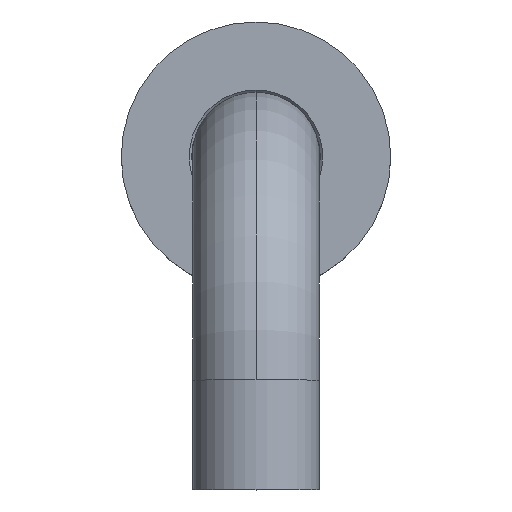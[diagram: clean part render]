
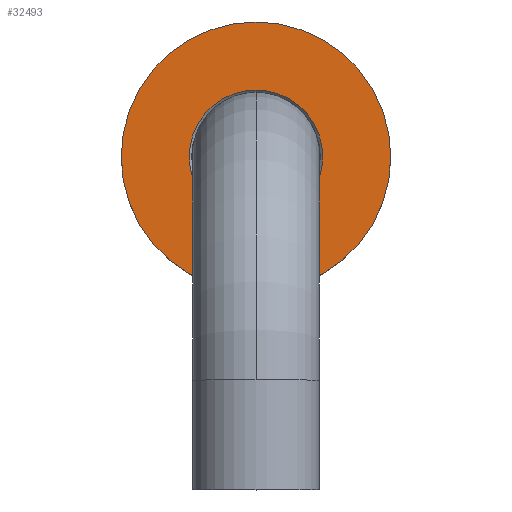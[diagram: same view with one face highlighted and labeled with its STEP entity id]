
A CAD part, top view. The second image highlights one B-rep face of the part: STEP entity #32493.
In plain terms, the highlighted planar face has unit normal (0, 0, 1).
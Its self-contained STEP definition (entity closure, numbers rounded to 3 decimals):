
#116 = DIRECTION ( 'NONE',  ( 0., 1., 0. ) ) ;
#962 = FACE_BOUND ( 'NONE', #11343, .T. ) ;
#2027 = DIRECTION ( 'NONE',  ( 0., 1., 0. ) ) ;
#4710 = DIRECTION ( 'NONE',  ( 0., 0., -1. ) ) ;
#10080 = CARTESIAN_POINT ( 'NONE',  ( 0., 0., 10. ) ) ;
#10364 = EDGE_CURVE ( 'NONE', #53849, #13568, #16287, .T. ) ;
#11233 = AXIS2_PLACEMENT_3D ( 'NONE', #30163, #17306, #21059 ) ;
#11343 = EDGE_LOOP ( 'NONE', ( #26550, #35939 ) ) ;
#12814 = CARTESIAN_POINT ( 'NONE',  ( 0., 13.375, 10. ) ) ;
#13568 = VERTEX_POINT ( 'NONE', #12814 ) ;
#13839 = CARTESIAN_POINT ( 'NONE',  ( -27., 0., 10. ) ) ;
#14574 = CARTESIAN_POINT ( 'NONE',  ( 0., 27., 10. ) ) ;
#15240 = VERTEX_POINT ( 'NONE', #14574 ) ;
#16287 = CIRCLE ( 'NONE', #30919, 13.375 ) ;
#16883 = CIRCLE ( 'NONE', #36940, 27. ) ;
#17306 = DIRECTION ( 'NONE',  ( 0., 0., -1. ) ) ;
#17391 = EDGE_CURVE ( 'NONE', #21901, #15240, #35847, .T. ) ;
#21059 = DIRECTION ( 'NONE',  ( 0., 1., 0. ) ) ;
#21578 = AXIS2_PLACEMENT_3D ( 'NONE', #45419, #31751, #48549 ) ;
#21901 = VERTEX_POINT ( 'NONE', #47646 ) ;
#25124 = ORIENTED_EDGE ( 'NONE', *, *, #32035, .F. ) ;
#26550 = ORIENTED_EDGE ( 'NONE', *, *, #10364, .T. ) ;
#27003 = CIRCLE ( 'NONE', #21578, 13.375 ) ;
#27463 = DIRECTION ( 'NONE',  ( 0., 0., -1. ) ) ;
#30163 = CARTESIAN_POINT ( 'NONE',  ( 0., 0., 10. ) ) ;
#30825 = CARTESIAN_POINT ( 'NONE',  ( 0., 0., 10. ) ) ;
#30919 = AXIS2_PLACEMENT_3D ( 'NONE', #10080, #27463, #2027 ) ;
#30981 = PLANE ( 'NONE',  #32523 ) ;
#31560 = FACE_OUTER_BOUND ( 'NONE', #51981, .T. ) ;
#31751 = DIRECTION ( 'NONE',  ( 0., 0., -1. ) ) ;
#32035 = EDGE_CURVE ( 'NONE', #15240, #21901, #16883, .T. ) ;
#32493 = ADVANCED_FACE ( 'NONE', ( #31560, #962 ), #30981, .F. ) ;
#32523 = AXIS2_PLACEMENT_3D ( 'NONE', #13839, #4710, #116 ) ;
#35045 = CARTESIAN_POINT ( 'NONE',  ( 0., -13.375, 10. ) ) ;
#35847 = CIRCLE ( 'NONE', #11233, 27. ) ;
#35939 = ORIENTED_EDGE ( 'NONE', *, *, #36905, .T. ) ;
#36234 = DIRECTION ( 'NONE',  ( 0., 0., -1. ) ) ;
#36905 = EDGE_CURVE ( 'NONE', #13568, #53849, #27003, .T. ) ;
#36940 = AXIS2_PLACEMENT_3D ( 'NONE', #30825, #36234, #48199 ) ;
#45419 = CARTESIAN_POINT ( 'NONE',  ( 0., 0., 10. ) ) ;
#47646 = CARTESIAN_POINT ( 'NONE',  ( 0., -27., 10. ) ) ;
#48199 = DIRECTION ( 'NONE',  ( 0., 1., 0. ) ) ;
#48549 = DIRECTION ( 'NONE',  ( 0., 1., 0. ) ) ;
#51981 = EDGE_LOOP ( 'NONE', ( #25124, #56246 ) ) ;
#53849 = VERTEX_POINT ( 'NONE', #35045 ) ;
#56246 = ORIENTED_EDGE ( 'NONE', *, *, #17391, .F. ) ;
